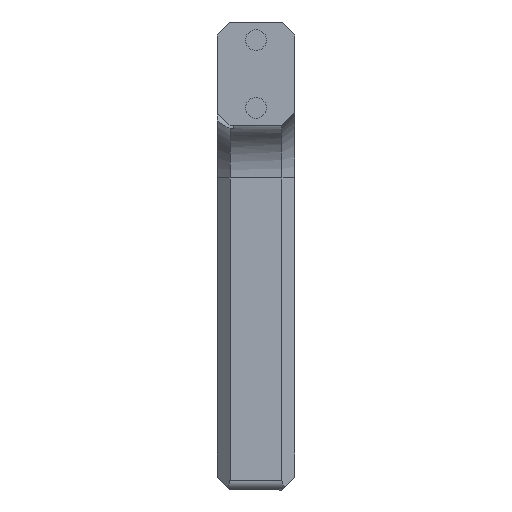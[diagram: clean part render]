
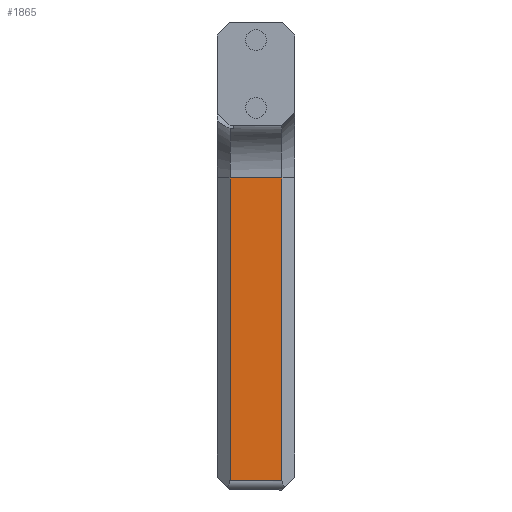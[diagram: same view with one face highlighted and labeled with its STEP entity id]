
A CAD part, front view. The second image highlights one B-rep face of the part: STEP entity #1865.
In plain terms, the highlighted planar face has unit normal (0, -1, 0).
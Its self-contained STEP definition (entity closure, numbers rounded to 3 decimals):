
#129=FACE_OUTER_BOUND('',#231,.T.);
#231=EDGE_LOOP('',(#1241,#1242,#1243,#1244));
#347=LINE('',#2728,#557);
#348=LINE('',#2732,#558);
#349=LINE('',#2734,#559);
#350=LINE('',#2735,#560);
#557=VECTOR('',#2169,10.);
#558=VECTOR('',#2174,10.);
#559=VECTOR('',#2175,10.);
#560=VECTOR('',#2176,1.5);
#764=VERTEX_POINT('',#2717);
#768=VERTEX_POINT('',#2727);
#769=VERTEX_POINT('',#2731);
#770=VERTEX_POINT('',#2733);
#956=EDGE_CURVE('',#764,#768,#347,.T.);
#958=EDGE_CURVE('',#769,#764,#348,.T.);
#959=EDGE_CURVE('',#770,#769,#349,.T.);
#960=EDGE_CURVE('',#768,#770,#350,.T.);
#1241=ORIENTED_EDGE('',*,*,#956,.F.);
#1242=ORIENTED_EDGE('',*,*,#958,.F.);
#1243=ORIENTED_EDGE('',*,*,#959,.F.);
#1244=ORIENTED_EDGE('',*,*,#960,.F.);
#1792=PLANE('',#1984);
#1865=ADVANCED_FACE('',(#129),#1792,.F.);
#1984=AXIS2_PLACEMENT_3D('',#2730,#2172,#2173);
#2169=DIRECTION('',(0.,0.,-1.));
#2172=DIRECTION('center_axis',(0.,1.,0.));
#2173=DIRECTION('ref_axis',(-1.,0.,0.));
#2174=DIRECTION('',(1.,0.,0.));
#2175=DIRECTION('',(0.,0.,1.));
#2176=DIRECTION('',(-1.,0.,0.));
#2717=CARTESIAN_POINT('',(7.082,348.798,9.661));
#2727=CARTESIAN_POINT('',(7.082,348.798,-36.839));
#2728=CARTESIAN_POINT('',(7.082,348.798,28.811));
#2730=CARTESIAN_POINT('Origin',(1.577,348.798,26.161));
#2731=CARTESIAN_POINT('',(-0.918,348.798,9.661));
#2732=CARTESIAN_POINT('',(1.574,348.798,9.661));
#2733=CARTESIAN_POINT('',(-0.918,348.798,-36.839));
#2734=CARTESIAN_POINT('',(-0.918,348.798,25.161));
#2735=CARTESIAN_POINT('',(4.074,348.798,-36.839));
